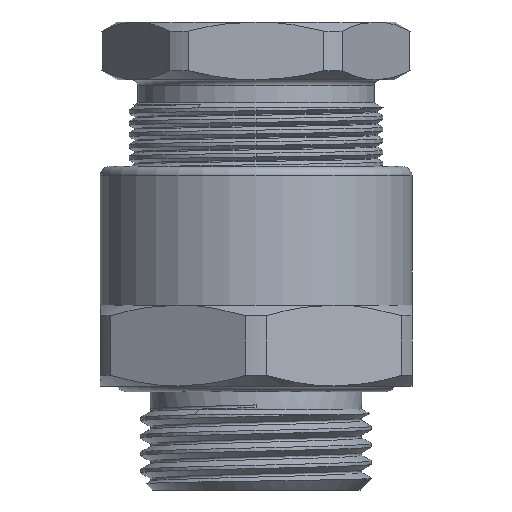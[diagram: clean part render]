
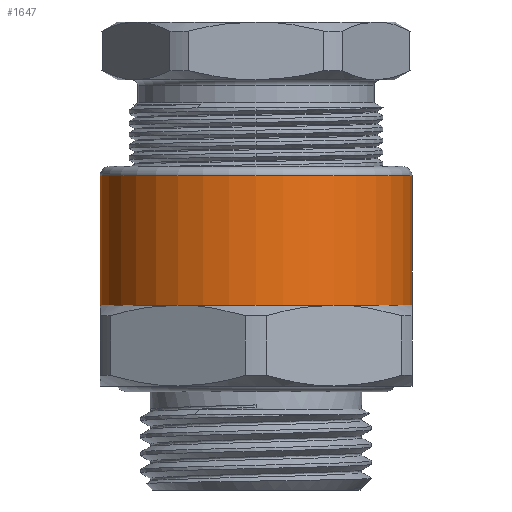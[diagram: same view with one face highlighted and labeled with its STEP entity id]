
A CAD part, front view. The second image highlights one B-rep face of the part: STEP entity #1647.
In plain terms, the highlighted cylindrical face has radius 13.5 mm (diameter 27 mm), a full revolution.
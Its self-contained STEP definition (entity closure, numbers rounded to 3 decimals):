
#820=CARTESIAN_POINT('',(-13.5,-0.,16.));
#821=VERTEX_POINT('',#820);
#910=CARTESIAN_POINT('',(-6.75,-11.691,16.));
#911=VERTEX_POINT('',#910);
#994=CARTESIAN_POINT('',(6.75,-11.691,16.));
#995=VERTEX_POINT('',#994);
#1078=CARTESIAN_POINT('',(13.5,0.,16.));
#1079=VERTEX_POINT('',#1078);
#1168=CARTESIAN_POINT('',(6.75,11.691,16.));
#1169=VERTEX_POINT('',#1168);
#1252=CARTESIAN_POINT('',(-6.75,11.691,16.));
#1253=VERTEX_POINT('',#1252);
#1334=CARTESIAN_POINT('',(0.,0.,16.));
#1335=DIRECTION('',(-0.,-0.,-1.));
#1336=DIRECTION('',(-1.,-0.,0.));
#1337=AXIS2_PLACEMENT_3D('',#1334,#1335,#1336);
#1338=CIRCLE('',#1337,13.5);
#1339=EDGE_CURVE('',#1079,#995,#1338,.T.);
#1358=CARTESIAN_POINT('',(0.,0.,16.));
#1359=DIRECTION('',(-0.,-0.,-1.));
#1360=DIRECTION('',(-1.,-0.,0.));
#1361=AXIS2_PLACEMENT_3D('',#1358,#1359,#1360);
#1362=CIRCLE('',#1361,13.5);
#1363=EDGE_CURVE('',#995,#911,#1362,.T.);
#1382=CARTESIAN_POINT('',(0.,0.,16.));
#1383=DIRECTION('',(-0.,-0.,-1.));
#1384=DIRECTION('',(-1.,-0.,0.));
#1385=AXIS2_PLACEMENT_3D('',#1382,#1383,#1384);
#1386=CIRCLE('',#1385,13.5);
#1387=EDGE_CURVE('',#911,#821,#1386,.T.);
#1406=CARTESIAN_POINT('',(0.,0.,16.));
#1407=DIRECTION('',(-0.,-0.,-1.));
#1408=DIRECTION('',(-1.,-0.,0.));
#1409=AXIS2_PLACEMENT_3D('',#1406,#1407,#1408);
#1410=CIRCLE('',#1409,13.5);
#1411=EDGE_CURVE('',#1169,#1079,#1410,.T.);
#1430=CARTESIAN_POINT('',(0.,0.,16.));
#1431=DIRECTION('',(-0.,-0.,-1.));
#1432=DIRECTION('',(-1.,-0.,0.));
#1433=AXIS2_PLACEMENT_3D('',#1430,#1431,#1432);
#1434=CIRCLE('',#1433,13.5);
#1435=EDGE_CURVE('',#821,#1253,#1434,.T.);
#1454=CARTESIAN_POINT('',(0.,0.,16.));
#1455=DIRECTION('',(-0.,-0.,-1.));
#1456=DIRECTION('',(-1.,-0.,0.));
#1457=AXIS2_PLACEMENT_3D('',#1454,#1455,#1456);
#1458=CIRCLE('',#1457,13.5);
#1459=EDGE_CURVE('',#1253,#1169,#1458,.T.);
#1609=CARTESIAN_POINT('',(0.,0.,0.));
#1610=DIRECTION('',(-0.,-0.,-1.));
#1611=DIRECTION('',(-1.,-0.,0.));
#1612=AXIS2_PLACEMENT_3D('',#1609,#1610,#1611);
#1613=CYLINDRICAL_SURFACE('',#1612,13.5);
#1614=CARTESIAN_POINT('',(-13.5,-0.,27.2));
#1615=VERTEX_POINT('',#1614);
#1616=CARTESIAN_POINT('',(-13.5,-0.,16.));
#1617=DIRECTION('',(0.,0.,1.));
#1618=VECTOR('',#1617,11.2);
#1619=LINE('',#1616,#1618);
#1620=EDGE_CURVE('',#821,#1615,#1619,.T.);
#1621=ORIENTED_EDGE('',*,*,#1620,.T.);
#1622=CARTESIAN_POINT('',(13.5,0.,27.2));
#1623=VERTEX_POINT('',#1622);
#1624=CARTESIAN_POINT('',(0.,0.,27.2));
#1625=DIRECTION('',(-0.,0.,-1.));
#1626=DIRECTION('',(1.,0.,0.));
#1627=AXIS2_PLACEMENT_3D('',#1624,#1625,#1626);
#1628=CIRCLE('',#1627,13.5);
#1629=EDGE_CURVE('',#1615,#1623,#1628,.T.);
#1630=ORIENTED_EDGE('',*,*,#1629,.T.);
#1631=CARTESIAN_POINT('',(0.,0.,27.2));
#1632=DIRECTION('',(-0.,0.,-1.));
#1633=DIRECTION('',(1.,0.,0.));
#1634=AXIS2_PLACEMENT_3D('',#1631,#1632,#1633);
#1635=CIRCLE('',#1634,13.5);
#1636=EDGE_CURVE('',#1623,#1615,#1635,.T.);
#1637=ORIENTED_EDGE('',*,*,#1636,.T.);
#1638=ORIENTED_EDGE('',*,*,#1620,.F.);
#1639=ORIENTED_EDGE('',*,*,#1387,.F.);
#1640=ORIENTED_EDGE('',*,*,#1363,.F.);
#1641=ORIENTED_EDGE('',*,*,#1339,.F.);
#1642=ORIENTED_EDGE('',*,*,#1411,.F.);
#1643=ORIENTED_EDGE('',*,*,#1459,.F.);
#1644=ORIENTED_EDGE('',*,*,#1435,.F.);
#1645=EDGE_LOOP('',(#1621,#1630,#1637,#1638,#1639,#1640,#1641,#1642,#1643,#1644));
#1646=FACE_BOUND('',#1645,.T.);
#1647=ADVANCED_FACE('',(#1646),#1613,.T.);
